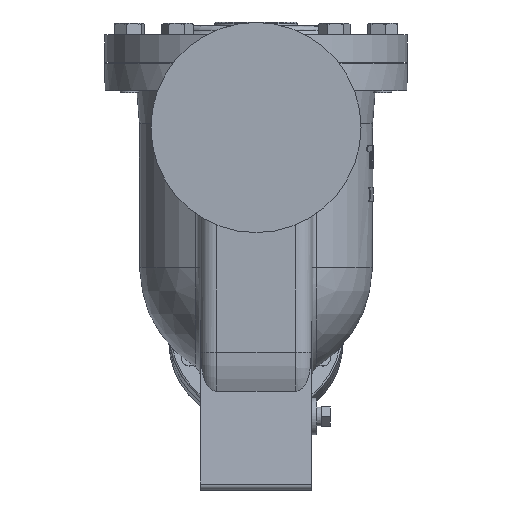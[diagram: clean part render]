
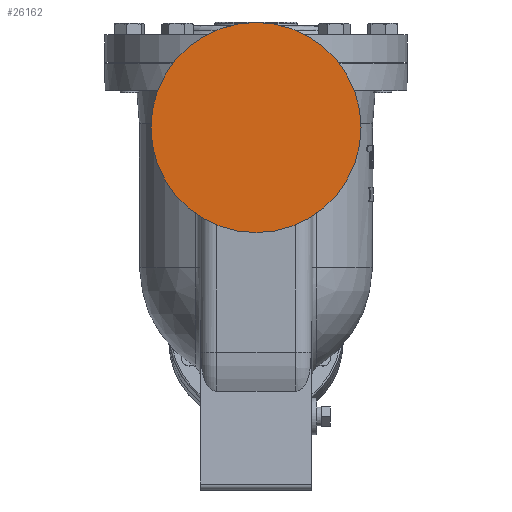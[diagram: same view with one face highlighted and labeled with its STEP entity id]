
A CAD part, left-side view. The second image highlights one B-rep face of the part: STEP entity #26162.
In plain terms, the highlighted planar face has unit normal (-1, 0, 0).
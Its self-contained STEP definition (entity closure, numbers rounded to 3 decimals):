
#26146=CARTESIAN_POINT('',(-275.,0.0,-12.75));
#26147=DIRECTION('',(-1.0,0.0,0.0));
#26148=DIRECTION('',(0.0,0.0,1.0));
#26149=AXIS2_PLACEMENT_3D('',#26146,#26147,#26148);
#26150=PLANE('',#26149);
#26151=CARTESIAN_POINT('',(-275.,0.0,44.5));
#26152=VERTEX_POINT('',#26151);
#26153=CARTESIAN_POINT('',(-275.,0.0,-70.));
#26154=DIRECTION('',(-1.0,0.0,0.0));
#26155=DIRECTION('',(0.0,0.0,1.0));
#26156=AXIS2_PLACEMENT_3D('',#26153,#26154,#26155);
#26157=CIRCLE('',#26156,114.5);
#26158=EDGE_CURVE('',#26152,#26152,#26157,.T.);
#26159=ORIENTED_EDGE('',*,*,#26158,.T.);
#26160=EDGE_LOOP('',(#26159));
#26161=FACE_OUTER_BOUND('',#26160,.T.);
#26162=ADVANCED_FACE('',(#26161),#26150,.T.);
